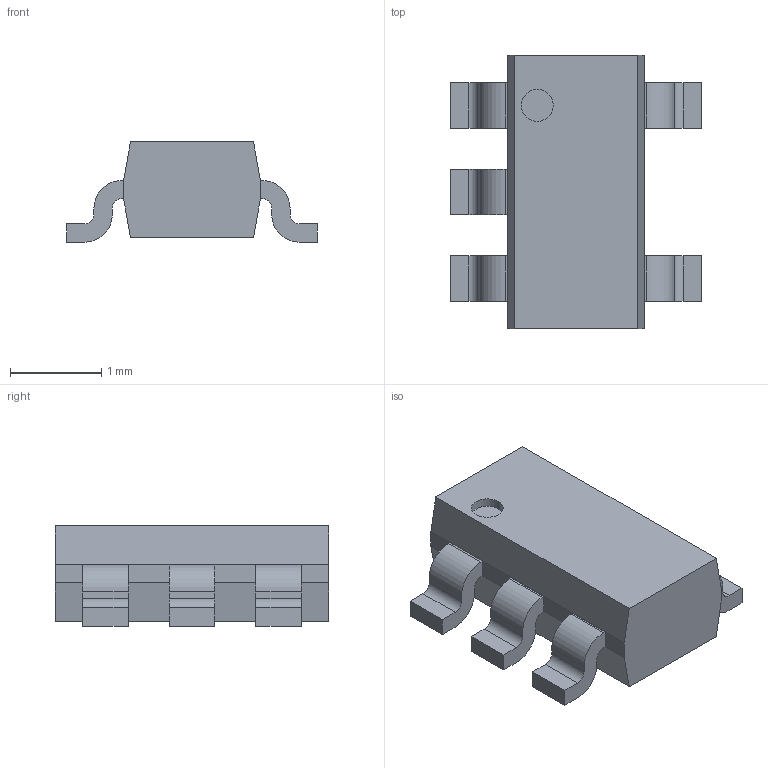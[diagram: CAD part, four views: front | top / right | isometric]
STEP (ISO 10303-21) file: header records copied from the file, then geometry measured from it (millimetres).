
FILE_DESCRIPTION((''),'2;1');
FILE_NAME('SOT95P275X110-5N.stp','2015-09-24T13:32:04',(''),(''),'Mechanical Desktop 2011','Mechanical Desktop 2011',', , ');
FILE_SCHEMA(('AUTOMOTIVE_DESIGN { 1 2 10303 214 1 1 1 1 }'));
Length unit declared in the file: millimetre
Products named in the file (1): Product
Bounding box: 2.75 x 3 x 1.1 mm (x, y, z)
Volume: 5 mm3; surface area: 25.1 mm2
Topology: 6 solids, 6 shells, 83 faces, 210 edges, 140 vertices
Faces by surface type: plane 61, cylinder 22
Entity records: 2535 total; most frequent: CARTESIAN_POINT 434, DIRECTION 422, ORIENTED_EDGE 420, EDGE_CURVE 210, VECTOR 166, LINE 166, VERTEX_POINT 140, AXIS2_PLACEMENT_3D 128
